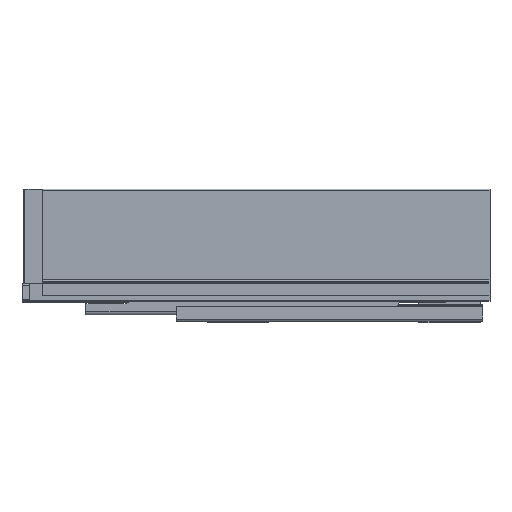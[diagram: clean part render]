
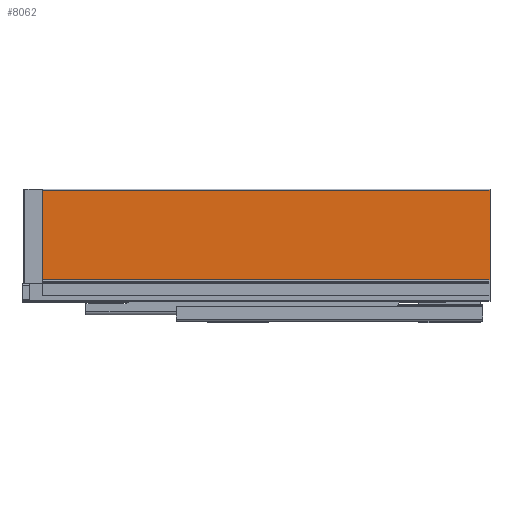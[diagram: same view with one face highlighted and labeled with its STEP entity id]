
A CAD part, top view. The second image highlights one B-rep face of the part: STEP entity #8062.
In plain terms, the highlighted planar face has unit normal (0, 0, 1).
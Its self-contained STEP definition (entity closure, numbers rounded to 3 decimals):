
#193 = LINE ( 'NONE', #8639, #291 ) ;
#204 = VECTOR ( 'NONE', #2414, 1000. ) ;
#291 = VECTOR ( 'NONE', #2876, 1000. ) ;
#642 = AXIS2_PLACEMENT_3D ( 'NONE', #4941, #4103, #7086 ) ;
#701 = CARTESIAN_POINT ( 'NONE',  ( 0., 20.5, 14. ) ) ;
#995 = FACE_OUTER_BOUND ( 'NONE', #3689, .T. ) ;
#1248 = VERTEX_POINT ( 'NONE', #7708 ) ;
#1506 = LINE ( 'NONE', #701, #7906 ) ;
#2414 = DIRECTION ( 'NONE',  ( 1., 0., 0. ) ) ;
#2619 = VECTOR ( 'NONE', #6433, 1000. ) ;
#2876 = DIRECTION ( 'NONE',  ( 0., -1., 0. ) ) ;
#2881 = VERTEX_POINT ( 'NONE', #9309 ) ;
#3164 = LINE ( 'NONE', #4581, #204 ) ;
#3689 = EDGE_LOOP ( 'NONE', ( #7655, #4332, #6012, #4835 ) ) ;
#4103 = DIRECTION ( 'NONE',  ( 0., 0., 1. ) ) ;
#4332 = ORIENTED_EDGE ( 'NONE', *, *, #5067, .T. ) ;
#4581 = CARTESIAN_POINT ( 'NONE',  ( -492., 116., 14. ) ) ;
#4835 = ORIENTED_EDGE ( 'NONE', *, *, #6744, .F. ) ;
#4941 = CARTESIAN_POINT ( 'NONE',  ( -492., 116., 14. ) ) ;
#5001 = CARTESIAN_POINT ( 'NONE',  ( -475.5, 116., 14. ) ) ;
#5067 = EDGE_CURVE ( 'NONE', #2881, #7065, #7955, .T. ) ;
#5091 = EDGE_CURVE ( 'NONE', #7065, #6637, #1506, .T. ) ;
#5251 = EDGE_CURVE ( 'NONE', #2881, #1248, #3164, .T. ) ;
#6012 = ORIENTED_EDGE ( 'NONE', *, *, #5091, .T. ) ;
#6433 = DIRECTION ( 'NONE',  ( 0., -1., 0. ) ) ;
#6475 = CARTESIAN_POINT ( 'NONE',  ( 0., 20.5, 14. ) ) ;
#6637 = VERTEX_POINT ( 'NONE', #6475 ) ;
#6744 = EDGE_CURVE ( 'NONE', #1248, #6637, #193, .T. ) ;
#7065 = VERTEX_POINT ( 'NONE', #7989 ) ;
#7086 = DIRECTION ( 'NONE',  ( 0., -1., 0. ) ) ;
#7655 = ORIENTED_EDGE ( 'NONE', *, *, #5251, .F. ) ;
#7708 = CARTESIAN_POINT ( 'NONE',  ( 0., 116., 14. ) ) ;
#7864 = DIRECTION ( 'NONE',  ( 1., 0., 0. ) ) ;
#7906 = VECTOR ( 'NONE', #7864, 1000. ) ;
#7955 = LINE ( 'NONE', #5001, #2619 ) ;
#7989 = CARTESIAN_POINT ( 'NONE',  ( -475.5, 20.5, 14. ) ) ;
#8062 = ADVANCED_FACE ( 'NONE', ( #995 ), #8343, .T. ) ;
#8343 = PLANE ( 'NONE',  #642 ) ;
#8639 = CARTESIAN_POINT ( 'NONE',  ( 0., 116., 14. ) ) ;
#9309 = CARTESIAN_POINT ( 'NONE',  ( -475.5, 116., 14. ) ) ;
